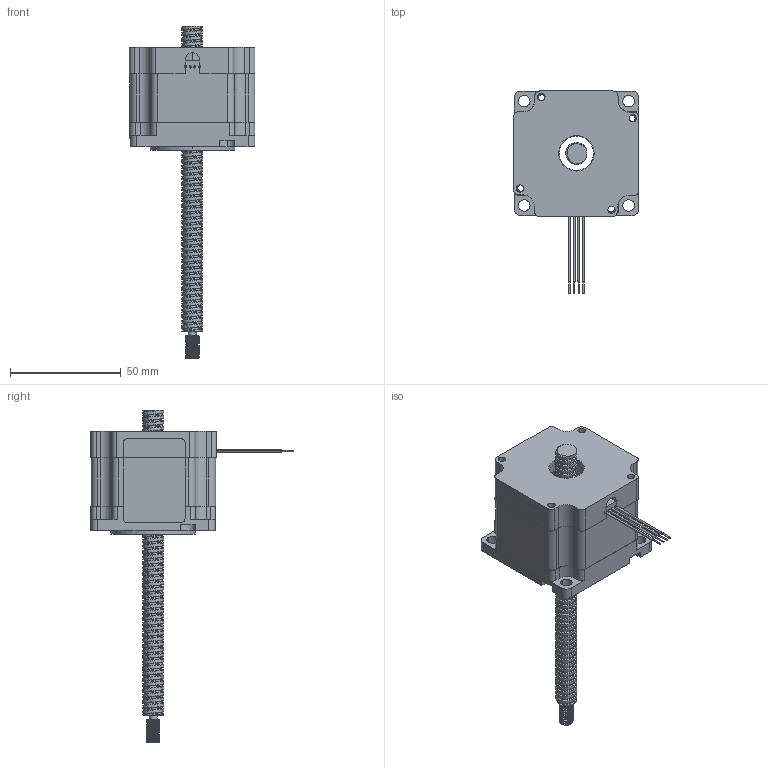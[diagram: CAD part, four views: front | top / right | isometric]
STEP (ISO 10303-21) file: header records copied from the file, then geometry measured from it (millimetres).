
FILE_DESCRIPTION (( 'STEP AP214' ), '1' );
FILE_NAME ('23N21-150.STEP', '2023-03-07T08:05:04', ( '' ), ( '' ), 'SwSTEP 2.0', 'SolidWorks 2022', '' );
FILE_SCHEMA (( 'AUTOMOTIVE_DESIGN' ));
Length unit declared in the file: millimetre
Products named in the file (8): 23N21-150.STP; 06-009.STP; 57单厚标签.STP; 01-012.STP; 01-011.STP; 零件1.STP; 02-026.STP; 23N21-150
Assembly tree (7 placements, depth 3):
  23N21-150
    23N21-150.STP
      02-026.STP
      01-011.STP
      01-012.STP
      06-009.STP
      零件1.STP
      57单厚标签.STP
Bounding box: 56.82 x 91.3 x 150 mm (x, y, z)
Volume: 70379.3 mm3; surface area: 55351.5 mm2
Topology: 6 solids, 6 shells, 1045 faces, 3032 edges, 2016 vertices
Faces by surface type: cylinder 751, plane 282, cone 8, bspline 4
Entity records: 44070 total; most frequent: CARTESIAN_POINT 16495, ORIENTED_EDGE 6064, DIRECTION 5707, EDGE_CURVE 3032, AXIS2_PLACEMENT_3D 2120, VERTEX_POINT 2016, VECTOR 1467, LINE 1467
